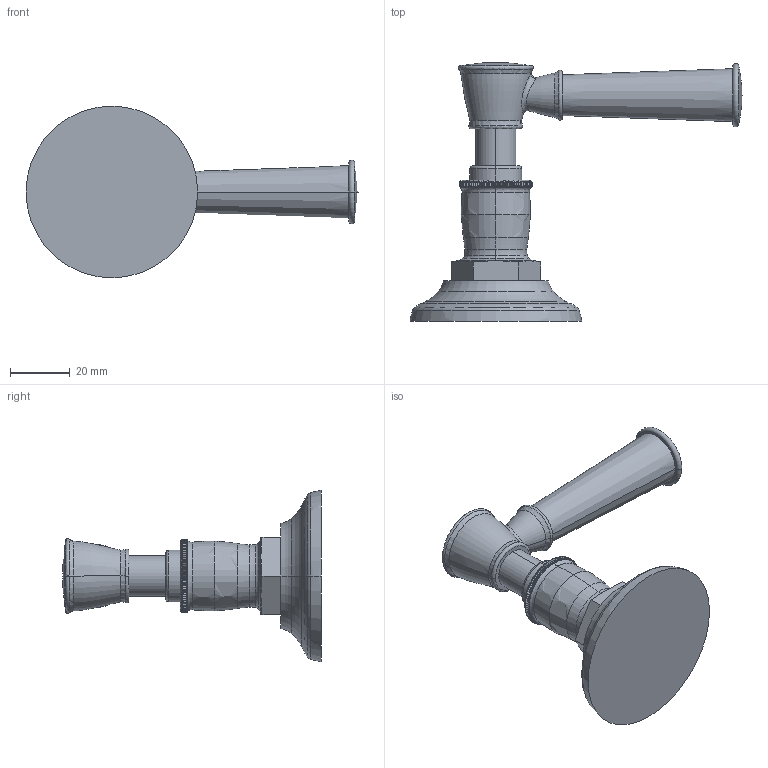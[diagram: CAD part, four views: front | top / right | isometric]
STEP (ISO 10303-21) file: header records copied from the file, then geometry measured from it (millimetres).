
FILE_DESCRIPTION((''),'2;1');
FILE_NAME('3-561','2021-01-04T11:22:56',('jinson.thomas'),(''),'CREO PARAMETRIC BY PTC INC, 2018400','CREO PARAMETRIC BY PTC INC, 2018400','');
FILE_SCHEMA(('CONFIG_CONTROL_DESIGN'));
Length unit declared in the file: inch
Products named in the file (1): 3-561
Bounding box: 111.54 x 86.85 x 57.69 mm (x, y, z)
Volume: 63471.6 mm3; surface area: 15444.6 mm2
Topology: 1 solids, 1 shells, 355 faces, 998 edges, 647 vertices
Faces by surface type: plane 197, bspline 122, torus 22, revolution 6, cylinder 4, cone 2, sphere 2
Entity records: 17275 total; most frequent: CARTESIAN_POINT 9473, ORIENTED_EDGE 1988, DIRECTION 1074, EDGE_CURVE 994, VERTEX_POINT 647, B_SPLINE_CURVE_WITH_KNOTS 592, AXIS2_PLACEMENT_3D 433, EDGE_LOOP 361
